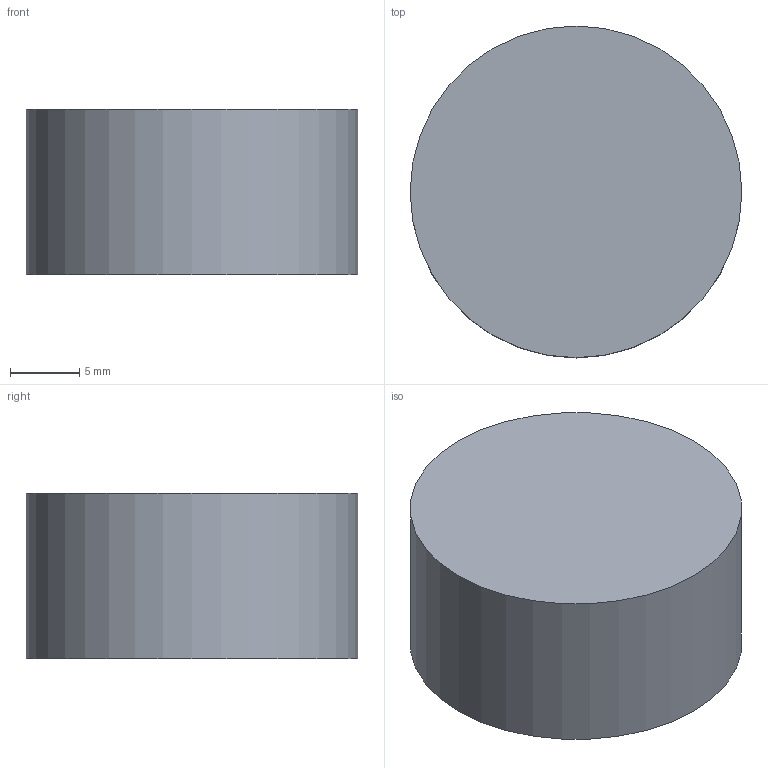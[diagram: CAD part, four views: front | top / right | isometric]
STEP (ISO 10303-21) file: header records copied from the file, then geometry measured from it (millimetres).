
FILE_DESCRIPTION(('FreeCAD Model'),'2;1');
FILE_NAME('Open CASCADE Shape Model','2025-05-31T15:06:45',('BT'),(''), 'Open CASCADE STEP processor 7.6','FreeCAD','Unknown');
FILE_SCHEMA(('AUTOMOTIVE_DESIGN { 1 0 10303 214 1 1 1 1 }'));
Length unit declared in the file: millimetre
Products named in the file (1): Revolution
Bounding box: 24 x 24 x 12 mm (x, y, z)
Volume: 3334.3 mm3; surface area: 2123.7 mm2
Topology: 1 solids, 1 shells, 4 faces, 6 edges, 4 vertices
Faces by surface type: plane 2, cylinder 1, sphere 1
Full cylindrical faces by diameter (mm): 24 x1
Entity records: 111 total; most frequent: DIRECTION 19, CARTESIAN_POINT 14, ORIENTED_EDGE 10, AXIS2_PLACEMENT_3D 9, FACE_BOUND 5, EDGE_LOOP 5, EDGE_CURVE 5, ADVANCED_FACE 4
